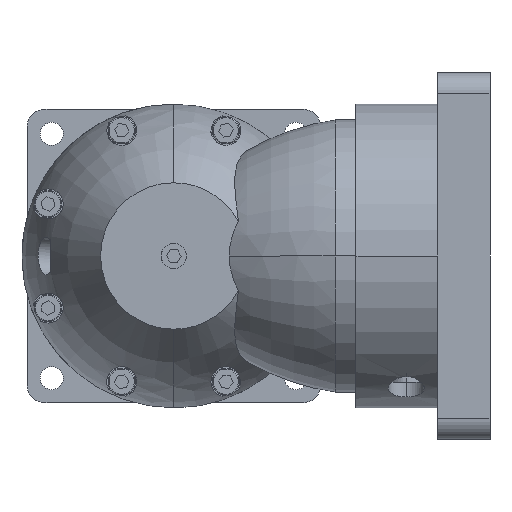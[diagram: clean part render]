
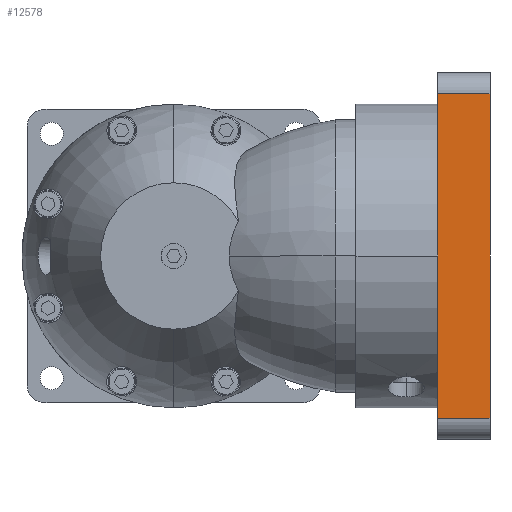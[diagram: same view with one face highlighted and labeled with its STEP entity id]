
A CAD part, left-side view. The second image highlights one B-rep face of the part: STEP entity #12578.
In plain terms, the highlighted planar face has unit normal (-1, 0, 0).
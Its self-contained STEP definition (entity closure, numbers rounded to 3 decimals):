
#2 = CARTESIAN_POINT ( 'NONE',  ( -87.5, -126., 77.5 ) ) ;
#696 = ORIENTED_EDGE ( 'NONE', *, *, #4776, .F. ) ;
#905 = DIRECTION ( 'NONE',  ( 0., 0., -1. ) ) ;
#1438 = AXIS2_PLACEMENT_3D ( 'NONE', #16294, #9630, #2971 ) ;
#1615 = EDGE_CURVE ( 'NONE', #2177, #15397, #16813, .T. ) ;
#1802 = CARTESIAN_POINT ( 'NONE',  ( -87.5, -126., -77.5 ) ) ;
#2031 = EDGE_LOOP ( 'NONE', ( #15793, #14189, #696, #11900 ) ) ;
#2177 = VERTEX_POINT ( 'NONE', #2 ) ;
#2422 = VERTEX_POINT ( 'NONE', #12365 ) ;
#2493 = LINE ( 'NONE', #14262, #12170 ) ;
#2550 = VECTOR ( 'NONE', #14716, 1000. ) ;
#2594 = EDGE_CURVE ( 'NONE', #11047, #2177, #2493, .T. ) ;
#2971 = DIRECTION ( 'NONE',  ( 0., 1., 0. ) ) ;
#4776 = EDGE_CURVE ( 'NONE', #11047, #2422, #12187, .T. ) ;
#5785 = EDGE_CURVE ( 'NONE', #2422, #15397, #9349, .T. ) ;
#9349 = LINE ( 'NONE', #11845, #2550 ) ;
#9554 = FACE_OUTER_BOUND ( 'NONE', #2031, .T. ) ;
#9630 = DIRECTION ( 'NONE',  ( 1., 0., 0. ) ) ;
#9684 = CARTESIAN_POINT ( 'NONE',  ( -87.5, -151., 77.5 ) ) ;
#10417 = VECTOR ( 'NONE', #905, 1000. ) ;
#10931 = PLANE ( 'NONE',  #1438 ) ;
#11047 = VERTEX_POINT ( 'NONE', #13685 ) ;
#11292 = CARTESIAN_POINT ( 'NONE',  ( -87.5, -126., 77.5 ) ) ;
#11749 = DIRECTION ( 'NONE',  ( 0., 1., 0. ) ) ;
#11845 = CARTESIAN_POINT ( 'NONE',  ( -87.5, -151., -77.5 ) ) ;
#11900 = ORIENTED_EDGE ( 'NONE', *, *, #2594, .T. ) ;
#12170 = VECTOR ( 'NONE', #11749, 1000. ) ;
#12187 = LINE ( 'NONE', #9684, #16698 ) ;
#12277 = DIRECTION ( 'NONE',  ( 0., 0., -1. ) ) ;
#12365 = CARTESIAN_POINT ( 'NONE',  ( -87.5, -151., -77.5 ) ) ;
#12578 = ADVANCED_FACE ( 'NONE', ( #9554 ), #10931, .F. ) ;
#13685 = CARTESIAN_POINT ( 'NONE',  ( -87.5, -151., 77.5 ) ) ;
#14189 = ORIENTED_EDGE ( 'NONE', *, *, #5785, .F. ) ;
#14262 = CARTESIAN_POINT ( 'NONE',  ( -87.5, -151., 77.5 ) ) ;
#14716 = DIRECTION ( 'NONE',  ( 0., 1., 0. ) ) ;
#15397 = VERTEX_POINT ( 'NONE', #1802 ) ;
#15793 = ORIENTED_EDGE ( 'NONE', *, *, #1615, .T. ) ;
#16294 = CARTESIAN_POINT ( 'NONE',  ( -87.5, -151., 77.5 ) ) ;
#16698 = VECTOR ( 'NONE', #12277, 1000. ) ;
#16813 = LINE ( 'NONE', #11292, #10417 ) ;
